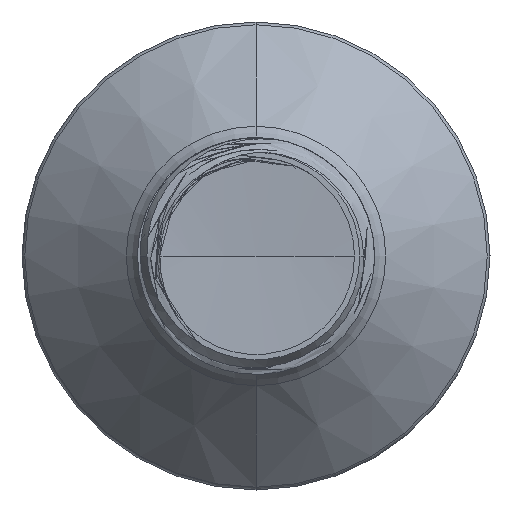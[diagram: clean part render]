
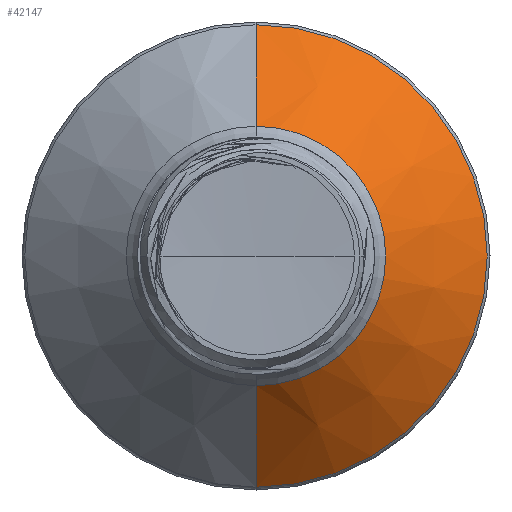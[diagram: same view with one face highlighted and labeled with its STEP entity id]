
A CAD part, front view. The second image highlights one B-rep face of the part: STEP entity #42147.
In plain terms, the highlighted conical face has half-angle 45 degrees and reference radius 4.381 mm.
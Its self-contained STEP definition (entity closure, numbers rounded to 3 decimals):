
#2088 = CARTESIAN_POINT ( 'NONE',  ( 0., 25.558, 4.381 ) ) ;
#2981 = VERTEX_POINT ( 'NONE', #34383 ) ;
#3374 = AXIS2_PLACEMENT_3D ( 'NONE', #15557, #38114, #18996 ) ;
#5138 = CARTESIAN_POINT ( 'NONE',  ( 0., 28.985, 7.807 ) ) ;
#7159 = CARTESIAN_POINT ( 'NONE',  ( 0., 25.558, 4.381 ) ) ;
#7660 = CIRCLE ( 'NONE', #14626, 7.807 ) ;
#7906 = DIRECTION ( 'NONE',  ( 0., 0.707, 0.707 ) ) ;
#8509 = DIRECTION ( 'NONE',  ( 0., 0., 1. ) ) ;
#8836 = DIRECTION ( 'NONE',  ( 0., 1., 0. ) ) ;
#9926 = EDGE_LOOP ( 'NONE', ( #26883, #29930, #30912, #31833 ) ) ;
#11168 = VERTEX_POINT ( 'NONE', #5138 ) ;
#12960 = VERTEX_POINT ( 'NONE', #14983 ) ;
#14626 = AXIS2_PLACEMENT_3D ( 'NONE', #29136, #8836, #32236 ) ;
#14983 = CARTESIAN_POINT ( 'NONE',  ( 0., 25.558, -4.381 ) ) ;
#15557 = CARTESIAN_POINT ( 'NONE',  ( 0., 25.558, 0. ) ) ;
#17100 = EDGE_CURVE ( 'NONE', #20548, #11168, #41977, .T. ) ;
#18204 = AXIS2_PLACEMENT_3D ( 'NONE', #31942, #35006, #8509 ) ;
#18844 = DIRECTION ( 'NONE',  ( 0., 0.707, -0.707 ) ) ;
#18996 = DIRECTION ( 'NONE',  ( 0., 0., 1. ) ) ;
#20548 = VERTEX_POINT ( 'NONE', #2088 ) ;
#24055 = CONICAL_SURFACE ( 'NONE', #18204, 4.381, 0.785 ) ;
#25791 = CIRCLE ( 'NONE', #3374, 4.381 ) ;
#26167 = FACE_OUTER_BOUND ( 'NONE', #9926, .T. ) ;
#26883 = ORIENTED_EDGE ( 'NONE', *, *, #32771, .T. ) ;
#29136 = CARTESIAN_POINT ( 'NONE',  ( 0., 28.985, 0. ) ) ;
#29930 = ORIENTED_EDGE ( 'NONE', *, *, #32774, .T. ) ;
#30912 = ORIENTED_EDGE ( 'NONE', *, *, #32782, .F. ) ;
#31833 = ORIENTED_EDGE ( 'NONE', *, *, #17100, .F. ) ;
#31942 = CARTESIAN_POINT ( 'NONE',  ( 0., 25.558, 0. ) ) ;
#32236 = DIRECTION ( 'NONE',  ( 0., 0., 1. ) ) ;
#32771 = EDGE_CURVE ( 'NONE', #20548, #12960, #25791, .T. ) ;
#32774 = EDGE_CURVE ( 'NONE', #12960, #2981, #42080, .T. ) ;
#32782 = EDGE_CURVE ( 'NONE', #11168, #2981, #7660, .T. ) ;
#34383 = CARTESIAN_POINT ( 'NONE',  ( 0., 28.985, -7.807 ) ) ;
#35006 = DIRECTION ( 'NONE',  ( 0., 1., 0. ) ) ;
#35171 = CARTESIAN_POINT ( 'NONE',  ( 0., 25.558, -4.381 ) ) ;
#38114 = DIRECTION ( 'NONE',  ( 0., 1., 0. ) ) ;
#41094 = VECTOR ( 'NONE', #7906, 1000. ) ;
#41201 = VECTOR ( 'NONE', #18844, 1000. ) ;
#41977 = LINE ( 'NONE', #7159, #41094 ) ;
#42080 = LINE ( 'NONE', #35171, #41201 ) ;
#42147 = ADVANCED_FACE ( 'NONE', ( #26167 ), #24055, .T. ) ;
